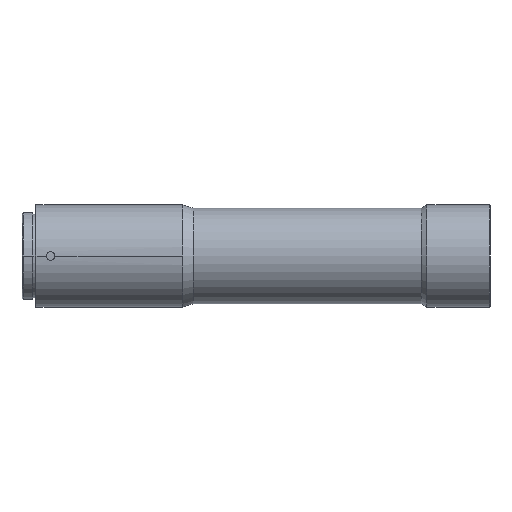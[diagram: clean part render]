
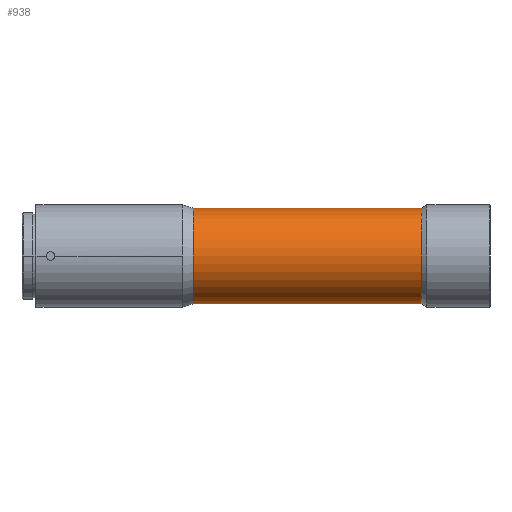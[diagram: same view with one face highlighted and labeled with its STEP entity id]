
A CAD part, front view. The second image highlights one B-rep face of the part: STEP entity #938.
In plain terms, the highlighted cylindrical face has radius 14 mm (diameter 28 mm), a partial arc.
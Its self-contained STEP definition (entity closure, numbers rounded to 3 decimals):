
#83 = CARTESIAN_POINT ( 'NONE',  ( 12.3, 0., 0. ) ) ;
#199 = CARTESIAN_POINT ( 'NONE',  ( -21.161, 0., 14. ) ) ;
#288 = EDGE_CURVE ( 'NONE', #2024, #754, #2654, .T. ) ;
#330 = CARTESIAN_POINT ( 'NONE',  ( 12.3, 0., 0. ) ) ;
#434 = ORIENTED_EDGE ( 'NONE', *, *, #288, .T. ) ;
#444 = CARTESIAN_POINT ( 'NONE',  ( 12.3, 0., 14. ) ) ;
#465 = LINE ( 'NONE', #1949, #3983 ) ;
#478 = EDGE_LOOP ( 'NONE', ( #2644, #3066, #1559, #3225, #434, #1331, #4041, #820 ) ) ;
#656 = AXIS2_PLACEMENT_3D ( 'NONE', #83, #3834, #1073 ) ;
#741 = FACE_OUTER_BOUND ( 'NONE', #478, .T. ) ;
#754 = VERTEX_POINT ( 'NONE', #2291 ) ;
#764 = CARTESIAN_POINT ( 'NONE',  ( 12.3, 0., -14. ) ) ;
#808 = VECTOR ( 'NONE', #3976, 1000. ) ;
#820 = ORIENTED_EDGE ( 'NONE', *, *, #1337, .F. ) ;
#938 = ADVANCED_FACE ( 'NONE', ( #741 ), #2211, .T. ) ;
#965 = VERTEX_POINT ( 'NONE', #3768 ) ;
#1039 = CARTESIAN_POINT ( 'NONE',  ( -23.7, 0., 14. ) ) ;
#1073 = DIRECTION ( 'NONE',  ( 0., 1., 0. ) ) ;
#1331 = ORIENTED_EDGE ( 'NONE', *, *, #2260, .F. ) ;
#1337 = EDGE_CURVE ( 'NONE', #3925, #1346, #2282, .T. ) ;
#1346 = VERTEX_POINT ( 'NONE', #2957 ) ;
#1559 = ORIENTED_EDGE ( 'NONE', *, *, #3657, .T. ) ;
#1583 = VERTEX_POINT ( 'NONE', #3287 ) ;
#1621 = CARTESIAN_POINT ( 'NONE',  ( -21.161, 0., -14. ) ) ;
#1708 = LINE ( 'NONE', #199, #808 ) ;
#1785 = EDGE_CURVE ( 'NONE', #2024, #2704, #1708, .T. ) ;
#1790 = CIRCLE ( 'NONE', #656, 14. ) ;
#1949 = CARTESIAN_POINT ( 'NONE',  ( 12.3, 0., -14. ) ) ;
#2024 = VERTEX_POINT ( 'NONE', #1039 ) ;
#2042 = DIRECTION ( 'NONE',  ( -1., 0., 0. ) ) ;
#2093 = DIRECTION ( 'NONE',  ( -1., 0., 0. ) ) ;
#2211 = CYLINDRICAL_SURFACE ( 'NONE', #3493, 14. ) ;
#2260 = EDGE_CURVE ( 'NONE', #2522, #754, #2353, .T. ) ;
#2282 = LINE ( 'NONE', #1621, #2869 ) ;
#2291 = CARTESIAN_POINT ( 'NONE',  ( -54.622, 0., 14. ) ) ;
#2293 = DIRECTION ( 'NONE',  ( -1., 0., 0. ) ) ;
#2295 = DIRECTION ( 'NONE',  ( 0., -1., 0. ) ) ;
#2353 = CIRCLE ( 'NONE', #4029, 14. ) ;
#2357 = VECTOR ( 'NONE', #2093, 1000. ) ;
#2468 = LINE ( 'NONE', #444, #2357 ) ;
#2522 = VERTEX_POINT ( 'NONE', #3138 ) ;
#2616 = EDGE_CURVE ( 'NONE', #1583, #3925, #465, .T. ) ;
#2644 = ORIENTED_EDGE ( 'NONE', *, *, #2616, .F. ) ;
#2654 = LINE ( 'NONE', #3026, #2813 ) ;
#2668 = CARTESIAN_POINT ( 'NONE',  ( 2.3, 0., 14. ) ) ;
#2694 = DIRECTION ( 'NONE',  ( -1., 0., 0. ) ) ;
#2704 = VERTEX_POINT ( 'NONE', #2668 ) ;
#2773 = DIRECTION ( 'NONE',  ( -1., 0., 0. ) ) ;
#2813 = VECTOR ( 'NONE', #2694, 1000. ) ;
#2869 = VECTOR ( 'NONE', #4008, 1000. ) ;
#2957 = CARTESIAN_POINT ( 'NONE',  ( -23.7, 0., -14. ) ) ;
#2983 = DIRECTION ( 'NONE',  ( -1., 0., 0. ) ) ;
#3026 = CARTESIAN_POINT ( 'NONE',  ( 12.3, 0., 14. ) ) ;
#3066 = ORIENTED_EDGE ( 'NONE', *, *, #3612, .T. ) ;
#3138 = CARTESIAN_POINT ( 'NONE',  ( -54.622, 0., -14. ) ) ;
#3225 = ORIENTED_EDGE ( 'NONE', *, *, #1785, .F. ) ;
#3228 = VECTOR ( 'NONE', #2773, 1000. ) ;
#3287 = CARTESIAN_POINT ( 'NONE',  ( 12.3, 0., -14. ) ) ;
#3307 = CARTESIAN_POINT ( 'NONE',  ( -54.622, 0., 0. ) ) ;
#3493 = AXIS2_PLACEMENT_3D ( 'NONE', #330, #2042, #4153 ) ;
#3612 = EDGE_CURVE ( 'NONE', #1583, #965, #1790, .T. ) ;
#3657 = EDGE_CURVE ( 'NONE', #965, #2704, #2468, .T. ) ;
#3680 = EDGE_CURVE ( 'NONE', #1346, #2522, #3935, .T. ) ;
#3768 = CARTESIAN_POINT ( 'NONE',  ( 12.3, 0., 14. ) ) ;
#3834 = DIRECTION ( 'NONE',  ( -1., 0., 0. ) ) ;
#3925 = VERTEX_POINT ( 'NONE', #4144 ) ;
#3935 = LINE ( 'NONE', #764, #3228 ) ;
#3976 = DIRECTION ( 'NONE',  ( 1., 0., 0. ) ) ;
#3983 = VECTOR ( 'NONE', #2293, 1000. ) ;
#4008 = DIRECTION ( 'NONE',  ( -1., 0., 0. ) ) ;
#4029 = AXIS2_PLACEMENT_3D ( 'NONE', #3307, #2983, #2295 ) ;
#4041 = ORIENTED_EDGE ( 'NONE', *, *, #3680, .F. ) ;
#4144 = CARTESIAN_POINT ( 'NONE',  ( 2.3, 0., -14. ) ) ;
#4153 = DIRECTION ( 'NONE',  ( 0., 0., 1. ) ) ;
